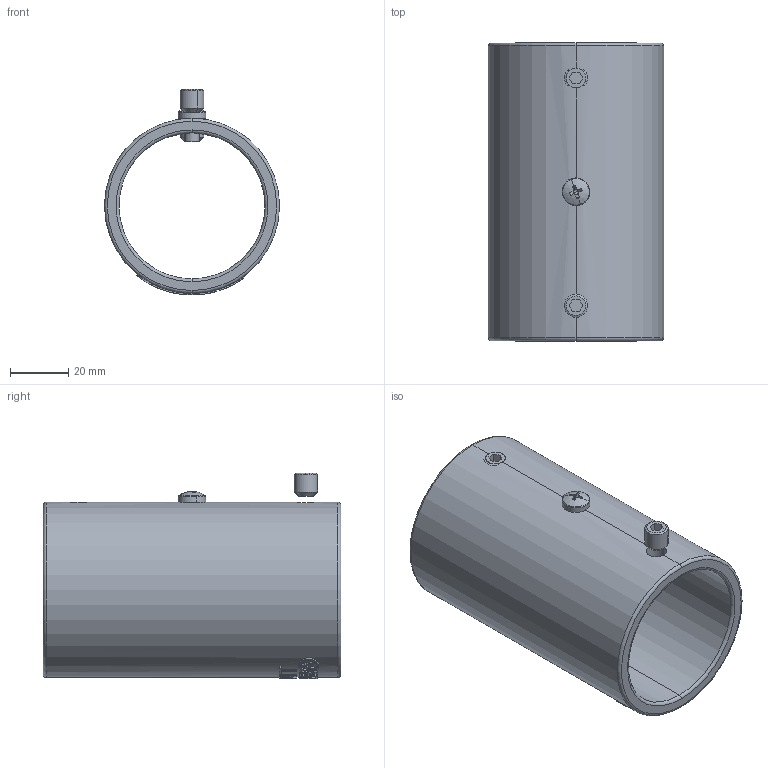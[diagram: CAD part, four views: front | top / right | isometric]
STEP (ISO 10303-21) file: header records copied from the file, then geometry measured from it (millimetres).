
FILE_DESCRIPTION (( 'STEP AP214' ), '1' );
FILE_NAME ('S-12-2R.STEP', '2015-11-24T10:33:37', ( 'user' ), ( 'Hewlett-Packard Company' ), 'SwSTEP 2.0', 'SolidWorks 2014', '' );
FILE_SCHEMA (( 'AUTOMOTIVE_DESIGN' ));
Length unit declared in the file: millimetre
Products named in the file (4): hexagon socket set screw cup point_jis_JIS B 1177 Cup point M8 x 8 --N; cross recessed pan head screw_jis_JIS B 1111 Cross recessed pan head screw - M5 x 8 - Z --8N; part_S-12-2R; S-12-2R
Assembly tree (4 placements, depth 2):
  S-12-2R
    part_S-12-2R
    cross recessed pan head screw_jis_JIS B 1111 Cross recessed pan head screw - M5 x 8 - Z --8N
    hexagon socket set screw cup point_jis_JIS B 1177 Cup point M8 x 8 --N  x2
Bounding box: 60 x 102 x 70.5 mm (x, y, z)
Volume: 88592 mm3; surface area: 37946.2 mm2
Topology: 4 solids, 4 shells, 263 faces, 703 edges, 455 vertices
Faces by surface type: plane 129, bspline 66, cylinder 36, cone 18, torus 12, sphere 2
Entity records: 10092 total; most frequent: CARTESIAN_POINT 4082, ORIENTED_EDGE 1326, DIRECTION 1021, EDGE_CURVE 663, VERTEX_POINT 434, AXIS2_PLACEMENT_3D 362, LINE 297, VECTOR 297
